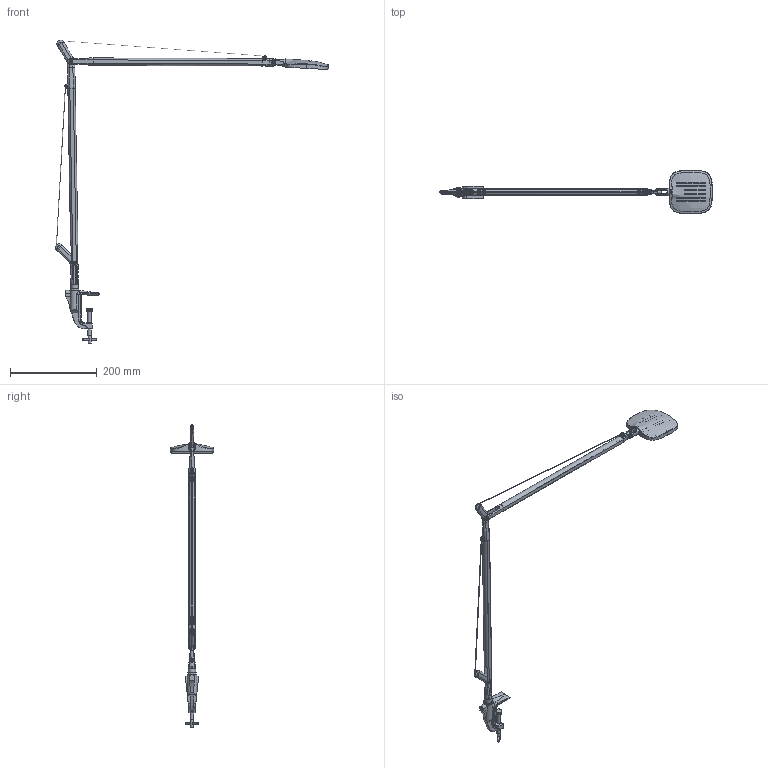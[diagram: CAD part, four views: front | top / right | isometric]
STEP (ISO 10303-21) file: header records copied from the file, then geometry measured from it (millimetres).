
FILE_DESCRIPTION(/* description */ (''),/* implementation_level */ '2;1');
FILE_NAME(/* name */ 'F428805350BIWL.stp',/* time_stamp */ '2020-01-14T13:59:49+01:00',/* author */ ('sghezzi'),/* organization */ (''),/* preprocessor_version */ 'ST-DEVELOPER v17.2',/* originating_system */ 'Autodesk Inventor 2019',/* authorisation */ '');
FILE_SCHEMA (('AUTOMOTIVE_DESIGN { 1 0 10303 214 3 1 1 }'));
Length unit declared in the file: millimetre
Products named in the file (2): Volee_4286_con morsetto; Volee_corpo_4286 - SIL_Substitute_3
Assembly tree (1 placements, depth 2):
  Volee_4286_con morsetto
    Volee_corpo_4286 - SIL_Substitute_3
Bounding box: 629.07 x 100 x 700.02 mm (x, y, z)
Volume: 366051.8 mm3; surface area: 164638.1 mm2
Topology: 8 solids, 15 shells, 901 faces, 2283 edges, 1410 vertices
Faces by surface type: plane 345, bspline 247, cylinder 207, cone 62, torus 31, sphere 9
Full cylindrical faces by diameter (mm): 1.3 x2, 2.4 x1, 2.5 x1, 3 x5, 3.4 x1, 4 x2, 4.05 x2, 4.1 x5, 4.2 x9, 4.917 x1, 5 x1, 6.2 x1, 7 x1, 8 x13, 8.2 x1, 9.2 x4, 10 x1, 10.4 x1, 12 x1, 12.2 x1, 15 x2, 15.8 x1, 16 x2, 17 x2, 18 x1, 20 x1
Entity records: 47486 total; most frequent: CARTESIAN_POINT 26202, ORIENTED_EDGE 4550, DIRECTION 3823, EDGE_CURVE 2275, AXIS2_PLACEMENT_3D 1465, VERTEX_POINT 1408, EDGE_LOOP 969, STYLED_ITEM 907
